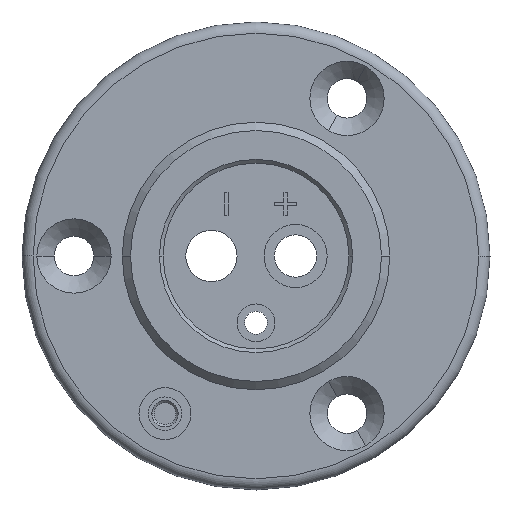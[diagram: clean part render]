
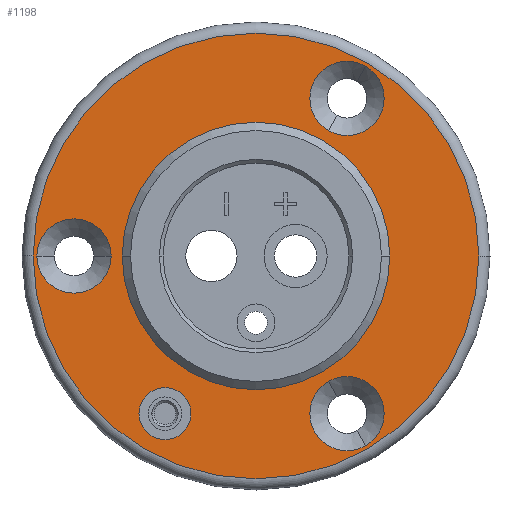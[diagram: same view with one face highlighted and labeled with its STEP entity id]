
A CAD part, left-side view. The second image highlights one B-rep face of the part: STEP entity #1198.
In plain terms, the highlighted planar face has unit normal (-1, 0, 0).
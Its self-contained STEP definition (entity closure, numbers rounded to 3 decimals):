
#16=CARTESIAN_POINT('',(-6.,0.,0.));
#17=DIRECTION('',(-1.,0.,0.));
#18=DIRECTION('',(0.,1.,0.));
#19=AXIS2_PLACEMENT_3D('',#16,#17,#18);
#21=CARTESIAN_POINT('',(-6.,0.,0.));
#22=DIRECTION('',(-1.,0.,0.));
#23=DIRECTION('',(0.,-1.,0.));
#24=AXIS2_PLACEMENT_3D('',#21,#22,#23);
#26=CARTESIAN_POINT('',(-6.,24.5,0.));
#27=DIRECTION('',(1.,0.,0.));
#28=DIRECTION('',(0.,1.,0.));
#29=AXIS2_PLACEMENT_3D('',#26,#27,#28);
#31=CARTESIAN_POINT('',(-6.,24.5,0.));
#32=DIRECTION('',(1.,0.,0.));
#33=DIRECTION('',(0.,-1.,0.));
#34=AXIS2_PLACEMENT_3D('',#31,#32,#33);
#36=CARTESIAN_POINT('',(-6.,-12.25,-21.218));
#37=DIRECTION('',(1.,0.,0.));
#38=DIRECTION('',(0.,-0.5,-0.866));
#39=AXIS2_PLACEMENT_3D('',#36,#37,#38);
#41=CARTESIAN_POINT('',(-6.,-12.25,-21.218));
#42=DIRECTION('',(1.,0.,0.));
#43=DIRECTION('',(0.,0.5,0.866));
#44=AXIS2_PLACEMENT_3D('',#41,#42,#43);
#46=CARTESIAN_POINT('',(-6.,-12.25,21.218));
#47=DIRECTION('',(1.,0.,0.));
#48=DIRECTION('',(0.,-0.5,0.866));
#49=AXIS2_PLACEMENT_3D('',#46,#47,#48);
#51=CARTESIAN_POINT('',(-6.,-12.25,21.218));
#52=DIRECTION('',(1.,0.,0.));
#53=DIRECTION('',(0.,0.5,-0.866));
#54=AXIS2_PLACEMENT_3D('',#51,#52,#53);
#56=CARTESIAN_POINT('',(-6.,12.25,-21.218));
#57=DIRECTION('',(-1.,0.,0.));
#58=DIRECTION('',(0.,1.,0.));
#59=AXIS2_PLACEMENT_3D('',#56,#57,#58);
#61=CARTESIAN_POINT('',(-6.,12.25,-21.218));
#62=DIRECTION('',(-1.,0.,0.));
#63=DIRECTION('',(0.,-1.,0.));
#64=AXIS2_PLACEMENT_3D('',#61,#62,#63);
#507=CARTESIAN_POINT('',(-6.,0.,0.));
#508=DIRECTION('',(-1.,0.,0.));
#509=DIRECTION('',(0.,1.,0.));
#510=AXIS2_PLACEMENT_3D('',#507,#508,#509);
#521=CARTESIAN_POINT('',(-6.,0.,0.));
#522=DIRECTION('',(1.,0.,0.));
#523=DIRECTION('',(0.,1.,0.));
#524=AXIS2_PLACEMENT_3D('',#521,#522,#523);
#883=CARTESIAN_POINT('',(-6.,18.,0.));
#884=CARTESIAN_POINT('',(-6.,-18.,0.));
#885=VERTEX_POINT('',#883);
#886=VERTEX_POINT('',#884);
#887=CARTESIAN_POINT('',(-6.,30.,0.));
#888=CARTESIAN_POINT('',(-6.,-30.,0.));
#889=VERTEX_POINT('',#887);
#890=VERTEX_POINT('',#888);
#903=CARTESIAN_POINT('',(-6.,29.5,0.));
#904=CARTESIAN_POINT('',(-6.,19.5,0.));
#905=VERTEX_POINT('',#903);
#906=VERTEX_POINT('',#904);
#919=CARTESIAN_POINT('',(-6.,-14.75,-25.548));
#920=CARTESIAN_POINT('',(-6.,-9.75,-16.887));
#921=VERTEX_POINT('',#919);
#922=VERTEX_POINT('',#920);
#935=CARTESIAN_POINT('',(-6.,-14.75,25.548));
#936=CARTESIAN_POINT('',(-6.,-9.75,16.887));
#937=VERTEX_POINT('',#935);
#938=VERTEX_POINT('',#936);
#955=CARTESIAN_POINT('',(-6.,15.75,-21.218));
#956=CARTESIAN_POINT('',(-6.,8.75,-21.218));
#957=VERTEX_POINT('',#955);
#958=VERTEX_POINT('',#956);
#1158=CARTESIAN_POINT('',(-6.,0.,0.));
#1159=DIRECTION('',(1.,0.,0.));
#1160=DIRECTION('',(0.,-1.,0.));
#1161=AXIS2_PLACEMENT_3D('',#1158,#1159,#1160);
#1162=PLANE('',#1161);
#1164=ORIENTED_EDGE('',*,*,#1163,.F.);
#1165=ORIENTED_EDGE('',*,*,#1148,.F.);
#1166=EDGE_LOOP('',(#1164,#1165));
#1167=FACE_OUTER_BOUND('',#1166,.F.);
#1169=ORIENTED_EDGE('',*,*,#1168,.F.);
#1171=ORIENTED_EDGE('',*,*,#1170,.T.);
#1172=EDGE_LOOP('',(#1169,#1171));
#1173=FACE_BOUND('',#1172,.F.);
#1175=ORIENTED_EDGE('',*,*,#1174,.F.);
#1177=ORIENTED_EDGE('',*,*,#1176,.F.);
#1178=EDGE_LOOP('',(#1175,#1177));
#1179=FACE_BOUND('',#1178,.F.);
#1181=ORIENTED_EDGE('',*,*,#1180,.F.);
#1183=ORIENTED_EDGE('',*,*,#1182,.F.);
#1184=EDGE_LOOP('',(#1181,#1183));
#1185=FACE_BOUND('',#1184,.F.);
#1187=ORIENTED_EDGE('',*,*,#1186,.F.);
#1189=ORIENTED_EDGE('',*,*,#1188,.F.);
#1190=EDGE_LOOP('',(#1187,#1189));
#1191=FACE_BOUND('',#1190,.F.);
#1193=ORIENTED_EDGE('',*,*,#1192,.T.);
#1195=ORIENTED_EDGE('',*,*,#1194,.T.);
#1196=EDGE_LOOP('',(#1193,#1195));
#1197=FACE_BOUND('',#1196,.F.);
#1198=ADVANCED_FACE('',(#1167,#1173,#1179,#1185,#1191,#1197),#1162,.F.);
#20=CIRCLE('',#19,30.);
#25=CIRCLE('',#24,30.);
#30=CIRCLE('',#29,5.);
#35=CIRCLE('',#34,5.);
#40=CIRCLE('',#39,5.);
#45=CIRCLE('',#44,5.);
#50=CIRCLE('',#49,5.);
#55=CIRCLE('',#54,5.);
#60=CIRCLE('',#59,3.5);
#65=CIRCLE('',#64,3.5);
#511=CIRCLE('',#510,18.);
#525=CIRCLE('',#524,18.);
#1148=EDGE_CURVE('',#890,#889,#25,.T.);
#1163=EDGE_CURVE('',#889,#890,#20,.T.);
#1168=EDGE_CURVE('',#885,#886,#525,.T.);
#1170=EDGE_CURVE('',#885,#886,#511,.T.);
#1174=EDGE_CURVE('',#905,#906,#30,.T.);
#1176=EDGE_CURVE('',#906,#905,#35,.T.);
#1180=EDGE_CURVE('',#921,#922,#40,.T.);
#1182=EDGE_CURVE('',#922,#921,#45,.T.);
#1186=EDGE_CURVE('',#937,#938,#50,.T.);
#1188=EDGE_CURVE('',#938,#937,#55,.T.);
#1192=EDGE_CURVE('',#957,#958,#60,.T.);
#1194=EDGE_CURVE('',#958,#957,#65,.T.);
